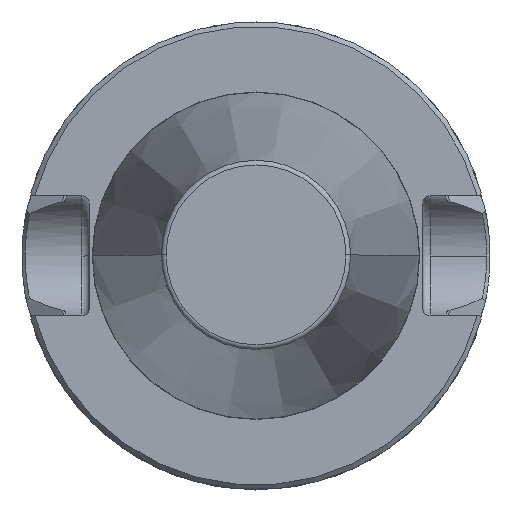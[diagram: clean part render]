
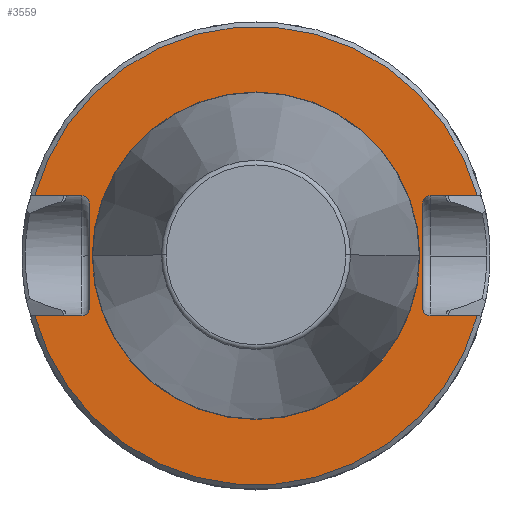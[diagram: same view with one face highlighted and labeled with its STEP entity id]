
A CAD part, top view. The second image highlights one B-rep face of the part: STEP entity #3559.
In plain terms, the highlighted planar face has unit normal (0, 0, 1).
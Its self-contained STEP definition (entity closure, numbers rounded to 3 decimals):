
#9 = CARTESIAN_POINT ( 'NONE',  ( 0., 0., -3. ) ) ;
#43 = DIRECTION ( 'NONE',  ( 1., 0., 0. ) ) ;
#58 = DIRECTION ( 'NONE',  ( 0., 1., 0. ) ) ;
#64 = VECTOR ( 'NONE', #3342, 1000. ) ;
#73 = CARTESIAN_POINT ( 'NONE',  ( -35.6, -12.85, -3. ) ) ;
#128 = DIRECTION ( 'NONE',  ( -1., 0., 0. ) ) ;
#132 = DIRECTION ( 'NONE',  ( 0., 0., 1. ) ) ;
#190 = VERTEX_POINT ( 'NONE', #3261 ) ;
#246 = EDGE_CURVE ( 'NONE', #2686, #3074, #3674, .T. ) ;
#266 = DIRECTION ( 'NONE',  ( 1., 0., 0. ) ) ;
#268 = VECTOR ( 'NONE', #1131, 1000. ) ;
#295 = DIRECTION ( 'NONE',  ( 1., 0., 0. ) ) ;
#302 = DIRECTION ( 'NONE',  ( 0., 0., 1. ) ) ;
#308 = CARTESIAN_POINT ( 'NONE',  ( 0., 0., -3. ) ) ;
#324 = CIRCLE ( 'NONE', #3038, 49. ) ;
#345 = CARTESIAN_POINT ( 'NONE',  ( -47.285, 12.85, -3. ) ) ;
#405 = EDGE_CURVE ( 'NONE', #2856, #3634, #2575, .T. ) ;
#532 = EDGE_CURVE ( 'NONE', #3074, #2686, #1502, .T. ) ;
#540 = ORIENTED_EDGE ( 'NONE', *, *, #1134, .F. ) ;
#561 = DIRECTION ( 'NONE',  ( 0., 0., 1. ) ) ;
#568 = CARTESIAN_POINT ( 'NONE',  ( -47.285, -12.85, -3. ) ) ;
#576 = CARTESIAN_POINT ( 'NONE',  ( 35.6, 12.85, -3. ) ) ;
#585 = CARTESIAN_POINT ( 'NONE',  ( -35., 0., -3. ) ) ;
#598 = VERTEX_POINT ( 'NONE', #886 ) ;
#610 = CIRCLE ( 'NONE', #1617, 1.6 ) ;
#704 = CARTESIAN_POINT ( 'NONE',  ( -35.6, -11.25, -3. ) ) ;
#720 = ORIENTED_EDGE ( 'NONE', *, *, #3302, .F. ) ;
#749 = EDGE_CURVE ( 'NONE', #2099, #1065, #863, .T. ) ;
#787 = VERTEX_POINT ( 'NONE', #1698 ) ;
#825 = AXIS2_PLACEMENT_3D ( 'NONE', #3221, #1472, #3512 ) ;
#863 = LINE ( 'NONE', #3402, #64 ) ;
#886 = CARTESIAN_POINT ( 'NONE',  ( -35.6, 11.25, -3. ) ) ;
#889 = ORIENTED_EDGE ( 'NONE', *, *, #405, .T. ) ;
#897 = DIRECTION ( 'NONE',  ( -1., 0., 0. ) ) ;
#918 = DIRECTION ( 'NONE',  ( 0., 0., -1. ) ) ;
#929 = CARTESIAN_POINT ( 'NONE',  ( -37.2, -11.25, -3. ) ) ;
#931 = EDGE_CURVE ( 'NONE', #986, #787, #1176, .T. ) ;
#977 = EDGE_LOOP ( 'NONE', ( #1747, #1861 ) ) ;
#986 = VERTEX_POINT ( 'NONE', #704 ) ;
#1006 = VECTOR ( 'NONE', #3397, 1000. ) ;
#1025 = VERTEX_POINT ( 'NONE', #568 ) ;
#1065 = VERTEX_POINT ( 'NONE', #345 ) ;
#1069 = EDGE_CURVE ( 'NONE', #3735, #1065, #2659, .T. ) ;
#1080 = CARTESIAN_POINT ( 'NONE',  ( 47.285, -12.85, -3. ) ) ;
#1099 = CARTESIAN_POINT ( 'NONE',  ( -37.2, 12.85, -3. ) ) ;
#1131 = DIRECTION ( 'NONE',  ( -1., 0., 0. ) ) ;
#1134 = EDGE_CURVE ( 'NONE', #986, #598, #3061, .T. ) ;
#1176 = CIRCLE ( 'NONE', #1312, 1.6 ) ;
#1234 = DIRECTION ( 'NONE',  ( 1., 0., 0. ) ) ;
#1293 = ORIENTED_EDGE ( 'NONE', *, *, #1069, .T. ) ;
#1312 = AXIS2_PLACEMENT_3D ( 'NONE', #929, #918, #897 ) ;
#1360 = CARTESIAN_POINT ( 'NONE',  ( -37.2, 11.25, -3. ) ) ;
#1367 = AXIS2_PLACEMENT_3D ( 'NONE', #2941, #3224, #1477 ) ;
#1385 = FACE_OUTER_BOUND ( 'NONE', #2253, .T. ) ;
#1421 = ORIENTED_EDGE ( 'NONE', *, *, #3464, .T. ) ;
#1431 = VECTOR ( 'NONE', #266, 1000. ) ;
#1472 = DIRECTION ( 'NONE',  ( 0., 0., -1. ) ) ;
#1477 = DIRECTION ( 'NONE',  ( -1., 0., 0. ) ) ;
#1502 = CIRCLE ( 'NONE', #2834, 35. ) ;
#1617 = AXIS2_PLACEMENT_3D ( 'NONE', #1360, #3393, #1656 ) ;
#1656 = DIRECTION ( 'NONE',  ( -1., 0., 0. ) ) ;
#1698 = CARTESIAN_POINT ( 'NONE',  ( -37.2, -12.85, -3. ) ) ;
#1701 = ORIENTED_EDGE ( 'NONE', *, *, #3159, .T. ) ;
#1747 = ORIENTED_EDGE ( 'NONE', *, *, #532, .F. ) ;
#1830 = CARTESIAN_POINT ( 'NONE',  ( 37.2, 12.85, -3. ) ) ;
#1861 = ORIENTED_EDGE ( 'NONE', *, *, #246, .F. ) ;
#1896 = DIRECTION ( 'NONE',  ( 0., 0., 1. ) ) ;
#1920 = DIRECTION ( 'NONE',  ( 0., 0., -1. ) ) ;
#1959 = CIRCLE ( 'NONE', #2160, 1.6 ) ;
#2099 = VERTEX_POINT ( 'NONE', #1099 ) ;
#2112 = CARTESIAN_POINT ( 'NONE',  ( 35.6, 11.25, -3. ) ) ;
#2160 = AXIS2_PLACEMENT_3D ( 'NONE', #3641, #1920, #128 ) ;
#2169 = CARTESIAN_POINT ( 'NONE',  ( 47.285, 12.85, -3. ) ) ;
#2199 = CARTESIAN_POINT ( 'NONE',  ( 35.6, -12.85, -3. ) ) ;
#2253 = EDGE_LOOP ( 'NONE', ( #1293, #3481, #2774, #540, #3214, #1421, #1701, #720, #3119, #889, #2703, #3257 ) ) ;
#2325 = LINE ( 'NONE', #576, #1431 ) ;
#2327 = CARTESIAN_POINT ( 'NONE',  ( -35.6, -12.85, -3. ) ) ;
#2331 = EDGE_CURVE ( 'NONE', #190, #2856, #3052, .T. ) ;
#2345 = CARTESIAN_POINT ( 'NONE',  ( 0., 0., -3. ) ) ;
#2404 = EDGE_CURVE ( 'NONE', #2099, #598, #610, .T. ) ;
#2470 = VERTEX_POINT ( 'NONE', #1080 ) ;
#2556 = LINE ( 'NONE', #2327, #268 ) ;
#2575 = LINE ( 'NONE', #2199, #1006 ) ;
#2640 = DIRECTION ( 'NONE',  ( 1., 0., 0. ) ) ;
#2652 = AXIS2_PLACEMENT_3D ( 'NONE', #3346, #1896, #43 ) ;
#2659 = CIRCLE ( 'NONE', #2705, 49. ) ;
#2662 = PLANE ( 'NONE',  #1367 ) ;
#2672 = EDGE_CURVE ( 'NONE', #3332, #3735, #2325, .T. ) ;
#2686 = VERTEX_POINT ( 'NONE', #585 ) ;
#2703 = ORIENTED_EDGE ( 'NONE', *, *, #2849, .T. ) ;
#2705 = AXIS2_PLACEMENT_3D ( 'NONE', #308, #302, #295 ) ;
#2774 = ORIENTED_EDGE ( 'NONE', *, *, #2404, .T. ) ;
#2834 = AXIS2_PLACEMENT_3D ( 'NONE', #9, #132, #3796 ) ;
#2849 = EDGE_CURVE ( 'NONE', #3634, #3332, #1959, .T. ) ;
#2856 = VERTEX_POINT ( 'NONE', #3353 ) ;
#2941 = CARTESIAN_POINT ( 'NONE',  ( 0., 35., -3. ) ) ;
#3038 = AXIS2_PLACEMENT_3D ( 'NONE', #2345, #561, #2640 ) ;
#3043 = FACE_BOUND ( 'NONE', #977, .T. ) ;
#3052 = CIRCLE ( 'NONE', #825, 1.6 ) ;
#3061 = LINE ( 'NONE', #73, #3713 ) ;
#3074 = VERTEX_POINT ( 'NONE', #3711 ) ;
#3119 = ORIENTED_EDGE ( 'NONE', *, *, #2331, .T. ) ;
#3159 = EDGE_CURVE ( 'NONE', #1025, #2470, #324, .T. ) ;
#3163 = LINE ( 'NONE', #3252, #3657 ) ;
#3214 = ORIENTED_EDGE ( 'NONE', *, *, #931, .T. ) ;
#3221 = CARTESIAN_POINT ( 'NONE',  ( 37.2, -11.25, -3. ) ) ;
#3224 = DIRECTION ( 'NONE',  ( 0., 0., -1. ) ) ;
#3252 = CARTESIAN_POINT ( 'NONE',  ( 35.6, -12.85, -3. ) ) ;
#3257 = ORIENTED_EDGE ( 'NONE', *, *, #2672, .T. ) ;
#3261 = CARTESIAN_POINT ( 'NONE',  ( 37.2, -12.85, -3. ) ) ;
#3302 = EDGE_CURVE ( 'NONE', #190, #2470, #3163, .T. ) ;
#3332 = VERTEX_POINT ( 'NONE', #1830 ) ;
#3342 = DIRECTION ( 'NONE',  ( -1., 0., 0. ) ) ;
#3346 = CARTESIAN_POINT ( 'NONE',  ( 0., 0., -3. ) ) ;
#3353 = CARTESIAN_POINT ( 'NONE',  ( 35.6, -11.25, -3. ) ) ;
#3393 = DIRECTION ( 'NONE',  ( 0., 0., -1. ) ) ;
#3397 = DIRECTION ( 'NONE',  ( 0., 1., 0. ) ) ;
#3402 = CARTESIAN_POINT ( 'NONE',  ( -35.6, 12.85, -3. ) ) ;
#3464 = EDGE_CURVE ( 'NONE', #787, #1025, #2556, .T. ) ;
#3481 = ORIENTED_EDGE ( 'NONE', *, *, #749, .F. ) ;
#3512 = DIRECTION ( 'NONE',  ( -1., 0., 0. ) ) ;
#3559 = ADVANCED_FACE ( 'NONE', ( #1385, #3043 ), #2662, .F. ) ;
#3634 = VERTEX_POINT ( 'NONE', #2112 ) ;
#3641 = CARTESIAN_POINT ( 'NONE',  ( 37.2, 11.25, -3. ) ) ;
#3657 = VECTOR ( 'NONE', #1234, 1000. ) ;
#3674 = CIRCLE ( 'NONE', #2652, 35. ) ;
#3711 = CARTESIAN_POINT ( 'NONE',  ( 35., 0., -3. ) ) ;
#3713 = VECTOR ( 'NONE', #58, 1000. ) ;
#3735 = VERTEX_POINT ( 'NONE', #2169 ) ;
#3796 = DIRECTION ( 'NONE',  ( 1., 0., 0. ) ) ;
